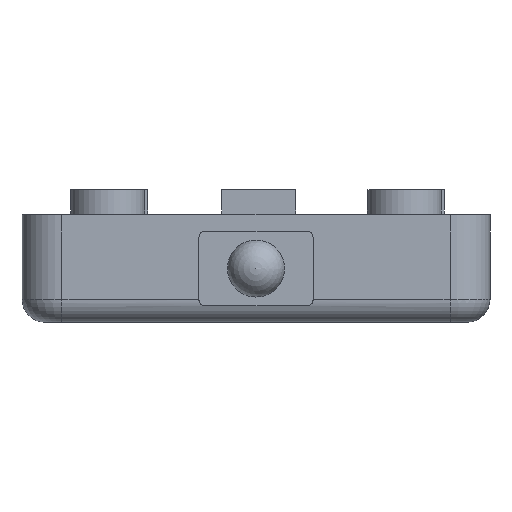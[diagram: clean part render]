
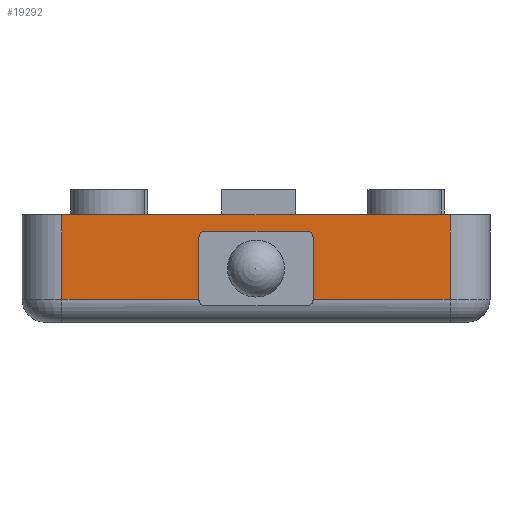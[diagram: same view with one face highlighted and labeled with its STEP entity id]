
A CAD part, front view. The second image highlights one B-rep face of the part: STEP entity #19292.
In plain terms, the highlighted planar face has unit normal (0, -1, 0).
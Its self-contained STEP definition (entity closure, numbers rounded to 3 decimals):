
#472 = EDGE_CURVE ( 'NONE', #866, #8477, #16477, .T. ) ;
#733 = VERTEX_POINT ( 'NONE', #982 ) ;
#866 = VERTEX_POINT ( 'NONE', #11813 ) ;
#982 = CARTESIAN_POINT ( 'NONE',  ( -17., -45.25, 9.4 ) ) ;
#1001 = EDGE_CURVE ( 'NONE', #15495, #12410, #16751, .T. ) ;
#1868 = CARTESIAN_POINT ( 'NONE',  ( -5., -45.25, 1.95 ) ) ;
#1927 = ORIENTED_EDGE ( 'NONE', *, *, #472, .T. ) ;
#2133 = LINE ( 'NONE', #17688, #22267 ) ;
#2176 = EDGE_CURVE ( 'NONE', #3829, #10617, #22634, .T. ) ;
#2317 = CARTESIAN_POINT ( 'NONE',  ( -5., -45.25, 2. ) ) ;
#2464 = VECTOR ( 'NONE', #20806, 1000. ) ;
#2478 = CARTESIAN_POINT ( 'NONE',  ( 5., -45.25, 2. ) ) ;
#2493 = VECTOR ( 'NONE', #23446, 1000. ) ;
#2686 = CARTESIAN_POINT ( 'NONE',  ( -17., -45.25, 2. ) ) ;
#3556 = CARTESIAN_POINT ( 'NONE',  ( 5., -45.25, 7.45 ) ) ;
#3829 = VERTEX_POINT ( 'NONE', #6044 ) ;
#4393 = DIRECTION ( 'NONE',  ( 0., 0., 1. ) ) ;
#4561 = ORIENTED_EDGE ( 'NONE', *, *, #1001, .F. ) ;
#4952 = VECTOR ( 'NONE', #12070, 1000. ) ;
#5755 = ORIENTED_EDGE ( 'NONE', *, *, #13207, .F. ) ;
#5807 = CARTESIAN_POINT ( 'NONE',  ( -4.5, -45.25, 7.45 ) ) ;
#6044 = CARTESIAN_POINT ( 'NONE',  ( 17., -45.25, 9.4 ) ) ;
#6474 = AXIS2_PLACEMENT_3D ( 'NONE', #5807, #19071, #7737 ) ;
#6736 = CARTESIAN_POINT ( 'NONE',  ( 4.5, -45.25, 7.95 ) ) ;
#6898 = DIRECTION ( 'NONE',  ( 0., -1., 0. ) ) ;
#7210 = EDGE_CURVE ( 'NONE', #7624, #15495, #2133, .T. ) ;
#7257 = ORIENTED_EDGE ( 'NONE', *, *, #8641, .F. ) ;
#7336 = AXIS2_PLACEMENT_3D ( 'NONE', #15947, #8404, #21634 ) ;
#7523 = LINE ( 'NONE', #1868, #2464 ) ;
#7624 = VERTEX_POINT ( 'NONE', #2478 ) ;
#7737 = DIRECTION ( 'NONE',  ( 0., 0., 1. ) ) ;
#8329 = CARTESIAN_POINT ( 'NONE',  ( 17., -45.25, 9.4 ) ) ;
#8404 = DIRECTION ( 'NONE',  ( 0., 1., 0. ) ) ;
#8477 = VERTEX_POINT ( 'NONE', #2317 ) ;
#8641 = EDGE_CURVE ( 'NONE', #733, #3829, #18357, .T. ) ;
#8797 = VERTEX_POINT ( 'NONE', #13895 ) ;
#8871 = EDGE_CURVE ( 'NONE', #733, #866, #22733, .T. ) ;
#9110 = CARTESIAN_POINT ( 'NONE',  ( -17., -45.25, 9.4 ) ) ;
#9231 = EDGE_CURVE ( 'NONE', #13317, #8477, #7523, .T. ) ;
#9911 = CARTESIAN_POINT ( 'NONE',  ( 17., -45.25, 2. ) ) ;
#10617 = VERTEX_POINT ( 'NONE', #9911 ) ;
#10853 = VECTOR ( 'NONE', #22994, 1000. ) ;
#11205 = CIRCLE ( 'NONE', #6474, 0.5 ) ;
#11422 = ORIENTED_EDGE ( 'NONE', *, *, #9231, .F. ) ;
#11702 = CARTESIAN_POINT ( 'NONE',  ( -17., -45.25, 2. ) ) ;
#11813 = CARTESIAN_POINT ( 'NONE',  ( -17., -45.25, 2. ) ) ;
#12070 = DIRECTION ( 'NONE',  ( 1., 0., 0. ) ) ;
#12410 = VERTEX_POINT ( 'NONE', #24508 ) ;
#12435 = EDGE_LOOP ( 'NONE', ( #1927, #11422, #5755, #15249, #4561, #19094, #13468, #12897, #7257, #13179 ) ) ;
#12897 = ORIENTED_EDGE ( 'NONE', *, *, #2176, .F. ) ;
#12939 = DIRECTION ( 'NONE',  ( 1., 0., 0. ) ) ;
#13179 = ORIENTED_EDGE ( 'NONE', *, *, #8871, .T. ) ;
#13207 = EDGE_CURVE ( 'NONE', #8797, #13317, #11205, .T. ) ;
#13317 = VERTEX_POINT ( 'NONE', #21283 ) ;
#13468 = ORIENTED_EDGE ( 'NONE', *, *, #19288, .T. ) ;
#13895 = CARTESIAN_POINT ( 'NONE',  ( -4.5, -45.25, 7.95 ) ) ;
#14061 = CARTESIAN_POINT ( 'NONE',  ( -17., -45.25, 9.4 ) ) ;
#15249 = ORIENTED_EDGE ( 'NONE', *, *, #19386, .F. ) ;
#15495 = VERTEX_POINT ( 'NONE', #3556 ) ;
#15947 = CARTESIAN_POINT ( 'NONE',  ( -17., -45.25, 9.4 ) ) ;
#15976 = DIRECTION ( 'NONE',  ( 0., 0., -1. ) ) ;
#16477 = LINE ( 'NONE', #11702, #10853 ) ;
#16536 = LINE ( 'NONE', #6736, #20929 ) ;
#16751 = CIRCLE ( 'NONE', #22642, 0.5 ) ;
#17164 = VECTOR ( 'NONE', #12939, 1000. ) ;
#17688 = CARTESIAN_POINT ( 'NONE',  ( 5., -45.25, 1.95 ) ) ;
#18259 = CARTESIAN_POINT ( 'NONE',  ( 4.5, -45.25, 7.45 ) ) ;
#18357 = LINE ( 'NONE', #9110, #17164 ) ;
#19071 = DIRECTION ( 'NONE',  ( 0., -1., 0. ) ) ;
#19094 = ORIENTED_EDGE ( 'NONE', *, *, #7210, .F. ) ;
#19288 = EDGE_CURVE ( 'NONE', #7624, #10617, #19478, .T. ) ;
#19292 = ADVANCED_FACE ( 'NONE', ( #24484 ), #19754, .F. ) ;
#19386 = EDGE_CURVE ( 'NONE', #12410, #8797, #16536, .T. ) ;
#19478 = LINE ( 'NONE', #2686, #4952 ) ;
#19754 = PLANE ( 'NONE',  #7336 ) ;
#20075 = DIRECTION ( 'NONE',  ( -1., 0., 0. ) ) ;
#20144 = DIRECTION ( 'NONE',  ( 0., 0., -1. ) ) ;
#20806 = DIRECTION ( 'NONE',  ( 0., 0., -1. ) ) ;
#20929 = VECTOR ( 'NONE', #20075, 1000. ) ;
#21283 = CARTESIAN_POINT ( 'NONE',  ( -5., -45.25, 7.45 ) ) ;
#21634 = DIRECTION ( 'NONE',  ( 0., 0., 1. ) ) ;
#22149 = VECTOR ( 'NONE', #15976, 1000. ) ;
#22267 = VECTOR ( 'NONE', #4393, 1000. ) ;
#22634 = LINE ( 'NONE', #8329, #2493 ) ;
#22642 = AXIS2_PLACEMENT_3D ( 'NONE', #18259, #6898, #20144 ) ;
#22733 = LINE ( 'NONE', #14061, #22149 ) ;
#22994 = DIRECTION ( 'NONE',  ( 1., 0., 0. ) ) ;
#23446 = DIRECTION ( 'NONE',  ( 0., 0., -1. ) ) ;
#24484 = FACE_OUTER_BOUND ( 'NONE', #12435, .T. ) ;
#24508 = CARTESIAN_POINT ( 'NONE',  ( 4.5, -45.25, 7.95 ) ) ;
